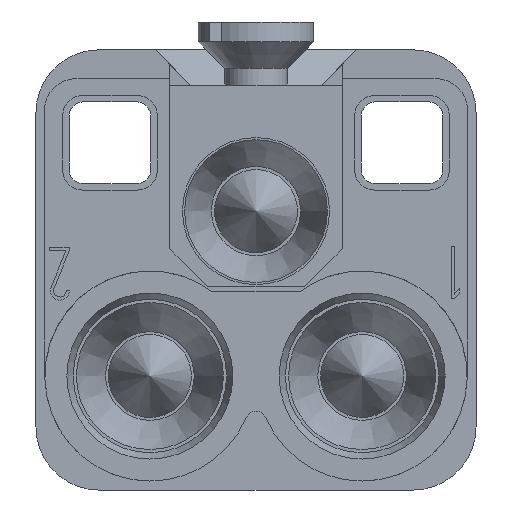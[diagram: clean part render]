
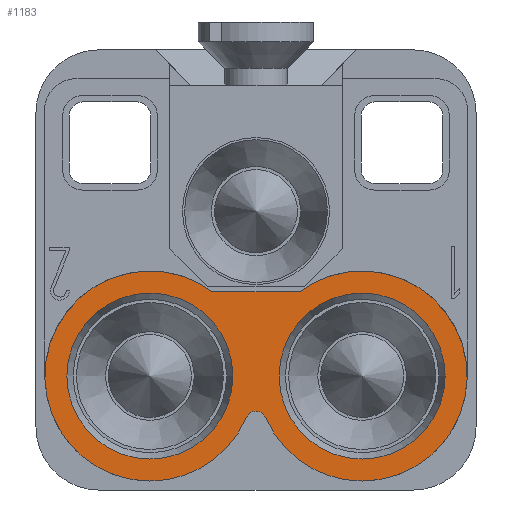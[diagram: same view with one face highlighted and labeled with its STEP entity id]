
A CAD part, front view. The second image highlights one B-rep face of the part: STEP entity #1183.
In plain terms, the highlighted planar face has unit normal (0, -1, 0).
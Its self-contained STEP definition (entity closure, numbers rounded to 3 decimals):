
#791=FACE_BOUND('',#2054,.T.);
#792=FACE_BOUND('',#2055,.T.);
#793=FACE_BOUND('',#2056,.T.);
#1183=ADVANCED_FACE('',(#791,#792,#793),#1421,.T.);
#1421=PLANE('',#6914);
#2054=EDGE_LOOP('',(#4564));
#2055=EDGE_LOOP('',(#4565));
#2056=EDGE_LOOP('',(#4566,#4567,#4568,#4569,#4570,#4571));
#2645=LINE('',#10334,#3245);
#3245=VECTOR('',#8353,1.);
#4564=ORIENTED_EDGE('',*,*,#6107,.T.);
#4565=ORIENTED_EDGE('',*,*,#6117,.F.);
#4566=ORIENTED_EDGE('',*,*,#6122,.T.);
#4567=ORIENTED_EDGE('',*,*,#6123,.T.);
#4568=ORIENTED_EDGE('',*,*,#6124,.T.);
#4569=ORIENTED_EDGE('',*,*,#6118,.T.);
#4570=ORIENTED_EDGE('',*,*,#6125,.T.);
#4571=ORIENTED_EDGE('',*,*,#6126,.T.);
#5354=VERTEX_POINT('',#10292);
#5365=VERTEX_POINT('',#10323);
#5366=VERTEX_POINT('',#10326);
#5367=VERTEX_POINT('',#10327);
#5370=VERTEX_POINT('',#10335);
#5371=VERTEX_POINT('',#10336);
#5372=VERTEX_POINT('',#10338);
#5373=VERTEX_POINT('',#10341);
#6107=EDGE_CURVE('',#5354,#5354,#6341,.T.);
#6117=EDGE_CURVE('',#5365,#5365,#6351,.T.);
#6118=EDGE_CURVE('',#5366,#5367,#6352,.T.);
#6122=EDGE_CURVE('',#5370,#5371,#2645,.T.);
#6123=EDGE_CURVE('',#5371,#5372,#6354,.T.);
#6124=EDGE_CURVE('',#5372,#5366,#6355,.T.);
#6125=EDGE_CURVE('',#5367,#5373,#6356,.T.);
#6126=EDGE_CURVE('',#5373,#5370,#6357,.T.);
#6341=CIRCLE('',#6885,3.95);
#6351=CIRCLE('',#6905,3.95);
#6352=CIRCLE('',#6907,0.5);
#6354=CIRCLE('',#6910,5.);
#6355=CIRCLE('',#6911,5.);
#6356=CIRCLE('',#6912,5.);
#6357=CIRCLE('',#6913,5.);
#6885=AXIS2_PLACEMENT_3D('',#10291,#8301,#8302);
#6905=AXIS2_PLACEMENT_3D('',#10322,#8341,#8342);
#6907=AXIS2_PLACEMENT_3D('',#10325,#8345,#8346);
#6910=AXIS2_PLACEMENT_3D('',#10337,#8354,#8355);
#6911=AXIS2_PLACEMENT_3D('',#10339,#8356,#8357);
#6912=AXIS2_PLACEMENT_3D('',#10340,#8358,#8359);
#6913=AXIS2_PLACEMENT_3D('',#10342,#8360,#8361);
#6914=AXIS2_PLACEMENT_3D('',#10343,#8362,#8363);
#8301=DIRECTION('',(0.,1.,0.));
#8302=DIRECTION('',(0.,0.,-1.));
#8341=DIRECTION('',(0.,-1.,0.));
#8342=DIRECTION('',(0.,0.,-1.));
#8345=DIRECTION('',(0.,1.,0.));
#8346=DIRECTION('',(-0.918,0.,0.396));
#8353=DIRECTION('',(-1.,0.,0.));
#8354=DIRECTION('',(0.,-1.,0.));
#8355=DIRECTION('',(0.6,0.,0.8));
#8356=DIRECTION('',(0.,-1.,0.));
#8357=DIRECTION('',(0.,0.,-1.));
#8358=DIRECTION('',(0.,-1.,0.));
#8359=DIRECTION('',(-0.918,0.,-0.396));
#8360=DIRECTION('',(0.,-1.,0.));
#8361=DIRECTION('',(0.,0.,-1.));
#8362=DIRECTION('',(0.,-1.,0.));
#8363=DIRECTION('',(-1.,0.,0.));
#10291=CARTESIAN_POINT('',(5.05,-21.75,-5.15));
#10292=CARTESIAN_POINT('',(5.05,-21.75,-9.1));
#10322=CARTESIAN_POINT('',(-5.05,-21.75,-5.15));
#10323=CARTESIAN_POINT('',(-5.05,-21.75,-9.1));
#10325=CARTESIAN_POINT('',(0.,-21.75,-7.329));
#10326=CARTESIAN_POINT('',(-0.459,-21.75,-7.131));
#10327=CARTESIAN_POINT('',(0.459,-21.75,-7.131));
#10334=CARTESIAN_POINT('',(2.05,-21.75,-1.15));
#10335=CARTESIAN_POINT('',(2.05,-21.75,-1.15));
#10336=CARTESIAN_POINT('',(-2.05,-21.75,-1.15));
#10337=CARTESIAN_POINT('',(-5.05,-21.75,-5.15));
#10338=CARTESIAN_POINT('',(-5.05,-21.75,-10.15));
#10339=CARTESIAN_POINT('',(-5.05,-21.75,-5.15));
#10340=CARTESIAN_POINT('',(5.05,-21.75,-5.15));
#10341=CARTESIAN_POINT('',(5.05,-21.75,-10.15));
#10342=CARTESIAN_POINT('',(5.05,-21.75,-5.15));
#10343=CARTESIAN_POINT('',(10.75,-21.75,0.55));
